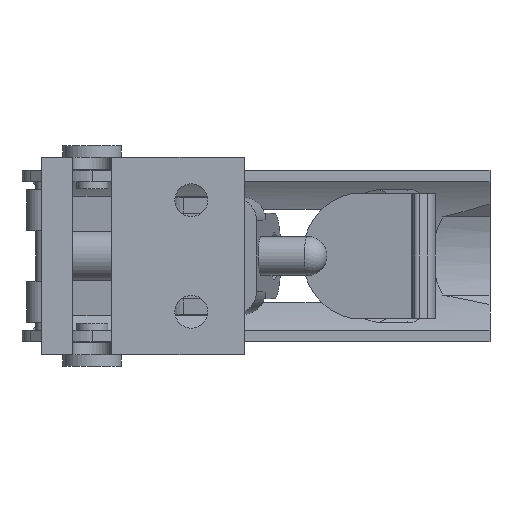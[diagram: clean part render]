
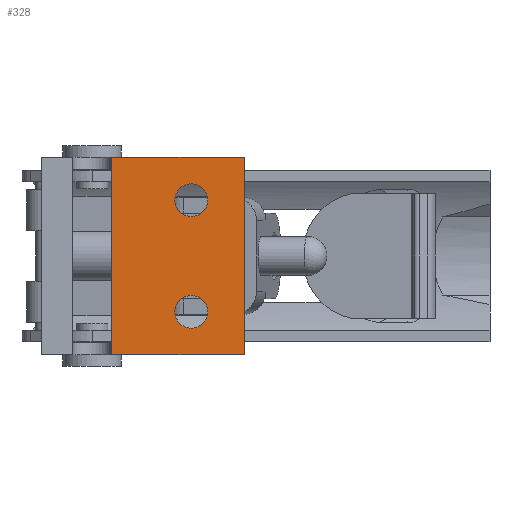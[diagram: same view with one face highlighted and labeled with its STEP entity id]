
A CAD part, front view. The second image highlights one B-rep face of the part: STEP entity #328.
In plain terms, the highlighted planar face has unit normal (0, -1, 0).
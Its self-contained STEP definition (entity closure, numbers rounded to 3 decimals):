
#328 = ADVANCED_FACE( '', ( #712, #713, #714 ), #715, .F. );
#712 = FACE_BOUND( '', #1239, .T. );
#713 = FACE_BOUND( '', #1240, .T. );
#714 = FACE_OUTER_BOUND( '', #1241, .T. );
#715 = PLANE( '', #1242 );
#1239 = EDGE_LOOP( '', ( #1827 ) );
#1240 = EDGE_LOOP( '', ( #1828 ) );
#1241 = EDGE_LOOP( '', ( #1829, #1830, #1831, #1832 ) );
#1242 = AXIS2_PLACEMENT_3D( '', #1833, #1834, #1835 );
#1827 = ORIENTED_EDGE( '', *, *, #3190, .T. );
#1828 = ORIENTED_EDGE( '', *, *, #3191, .T. );
#1829 = ORIENTED_EDGE( '', *, *, #3192, .T. );
#1830 = ORIENTED_EDGE( '', *, *, #3193, .F. );
#1831 = ORIENTED_EDGE( '', *, *, #3194, .F. );
#1832 = ORIENTED_EDGE( '', *, *, #3195, .T. );
#1833 = CARTESIAN_POINT( '', ( -19.5, -10., 12.65 ) );
#1834 = DIRECTION( '', ( 0., 1., 0. ) );
#1835 = DIRECTION( '', ( 0., 0., 1. ) );
#3190 = EDGE_CURVE( '', #3794, #3794, #3795, .T. );
#3191 = EDGE_CURVE( '', #3796, #3796, #3797, .T. );
#3192 = EDGE_CURVE( '', #3798, #3799, #3800, .T. );
#3193 = EDGE_CURVE( '', #3801, #3799, #3802, .T. );
#3194 = EDGE_CURVE( '', #3803, #3801, #3804, .T. );
#3195 = EDGE_CURVE( '', #3803, #3798, #3805, .T. );
#3794 = VERTEX_POINT( '', #4679 );
#3795 = CIRCLE( '', #4680, 2.1 );
#3796 = VERTEX_POINT( '', #4681 );
#3797 = CIRCLE( '', #4682, 2.1 );
#3798 = VERTEX_POINT( '', #4683 );
#3799 = VERTEX_POINT( '', #4684 );
#3800 = LINE( '', #4685, #4686 );
#3801 = VERTEX_POINT( '', #4687 );
#3802 = LINE( '', #4688, #4689 );
#3803 = VERTEX_POINT( '', #4690 );
#3804 = LINE( '', #4691, #4692 );
#3805 = LINE( '', #4693, #4694 );
#4679 = CARTESIAN_POINT( '', ( -10.6, -10., 7.15 ) );
#4680 = AXIS2_PLACEMENT_3D( '', #5812, #5813, #5814 );
#4681 = CARTESIAN_POINT( '', ( -10.6, -10., -7.15 ) );
#4682 = AXIS2_PLACEMENT_3D( '', #5815, #5816, #5817 );
#4683 = CARTESIAN_POINT( '', ( -19.5, -10., -12.65 ) );
#4684 = CARTESIAN_POINT( '', ( -2.5, -10., -12.65 ) );
#4685 = CARTESIAN_POINT( '', ( -19.5, -10., -12.65 ) );
#4686 = VECTOR( '', #5818, 1000. );
#4687 = CARTESIAN_POINT( '', ( -2.5, -10., 12.65 ) );
#4688 = CARTESIAN_POINT( '', ( -2.5, -10., 12.65 ) );
#4689 = VECTOR( '', #5819, 1000. );
#4690 = CARTESIAN_POINT( '', ( -19.5, -10., 12.65 ) );
#4691 = CARTESIAN_POINT( '', ( -19.5, -10., 12.65 ) );
#4692 = VECTOR( '', #5820, 1000. );
#4693 = CARTESIAN_POINT( '', ( -19.5, -10., 12.65 ) );
#4694 = VECTOR( '', #5821, 1000. );
#5812 = CARTESIAN_POINT( '', ( -12.7, -10., 7.15 ) );
#5813 = DIRECTION( '', ( 0., 1., 0. ) );
#5814 = DIRECTION( '', ( 1., 0., 0. ) );
#5815 = CARTESIAN_POINT( '', ( -12.7, -10., -7.15 ) );
#5816 = DIRECTION( '', ( 0., 1., 0. ) );
#5817 = DIRECTION( '', ( 1., 0., 0. ) );
#5818 = DIRECTION( '', ( 1., 0., 0. ) );
#5819 = DIRECTION( '', ( 0., 0., -1. ) );
#5820 = DIRECTION( '', ( 1., 0., 0. ) );
#5821 = DIRECTION( '', ( 0., 0., -1. ) );
